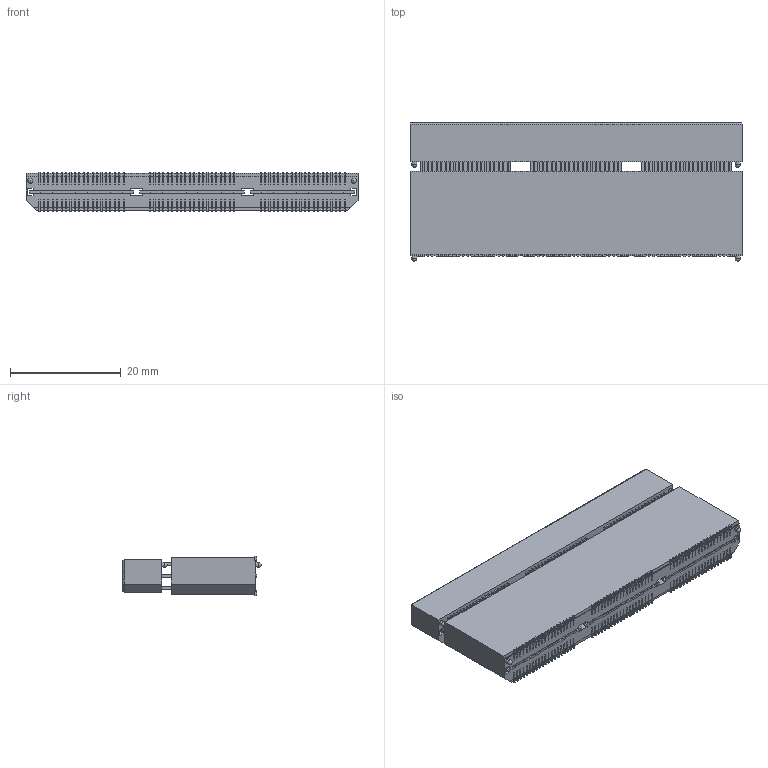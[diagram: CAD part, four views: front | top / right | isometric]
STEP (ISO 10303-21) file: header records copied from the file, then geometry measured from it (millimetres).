
FILE_DESCRIPTION(/* description */ ('STEP AP214'),/* implementation_level */ '2;1');
FILE_NAME(/* name */ 'QTE-060-07-L-D-A',/* time_stamp */ '2024-02-22T18:30:29+01:00',/* author */ ('License CC BY-ND 4.0'),/* organization */ ('CADENAS'),/* preprocessor_version */ 'ST-DEVELOPER v19.3',/* originating_system */ 'PARTsolutions',/* authorisation */ ' ');
FILE_SCHEMA (('AUTOMOTIVE_DESIGN {1 0 10303 214 3 1 1}'));
Length unit declared in the file: inch
Products named in the file (5): QTE-060-07-L-D-A; QTE-060-07-D-At; PT-1S61-21-07(060-07-D); QTE-T-1G17-0107_imp; QTE-060-07-L-D-A_terminal_lower
Assembly tree (8 placements, depth 2):
  QTE-060-07-L-D-A
    QTE-060-07-D-At
    PT-1S61-21-07(060-07-D)  x3
    QTE-T-1G17-0107_imp  x3
    QTE-060-07-L-D-A_terminal_lower
Bounding box: 60.02 x 24.99 x 7.11 mm (x, y, z)
Volume: 8589.4 mm3; surface area: 11988.4 mm2
Topology: 8 solids, 8 shells, 2982 faces, 8892 edges, 5926 vertices
Faces by surface type: plane 2728, cylinder 250, sphere 4
Full cylindrical faces by diameter (mm): 0.889 x4
Entity records: 46423 total; most frequent: CARTESIAN_POINT 8369, ORIENTED_EDGE 8344, DIRECTION 7178, EDGE_CURVE 4172, LINE 3996, VECTOR 3996, VERTEX_POINT 2782, AXIS2_PLACEMENT_3D 1591
